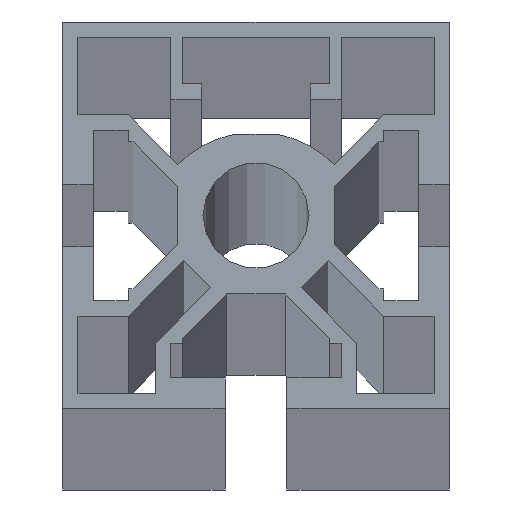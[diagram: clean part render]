
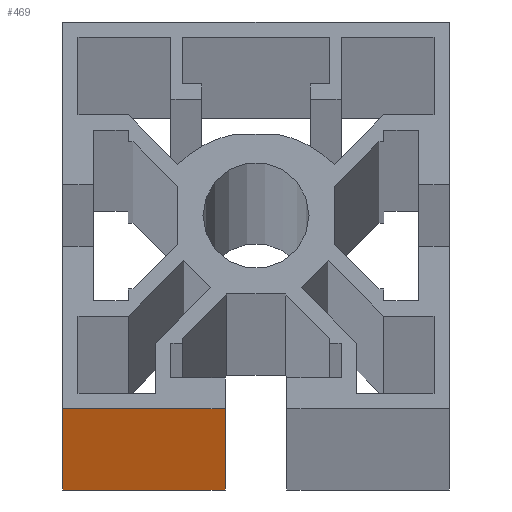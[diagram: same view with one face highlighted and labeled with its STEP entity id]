
A CAD part, top view. The second image highlights one B-rep face of the part: STEP entity #469.
In plain terms, the highlighted planar face has unit normal (0, -1, 0).
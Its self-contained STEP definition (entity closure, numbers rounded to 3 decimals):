
#10 = AXIS2_PLACEMENT_3D ( 'NONE', #634, #633, #632 ) ;
#155 = VERTEX_POINT ( 'NONE', #669 ) ;
#160 = VERTEX_POINT ( 'NONE', #662 ) ;
#166 = VERTEX_POINT ( 'NONE', #1202 ) ;
#168 = VERTEX_POINT ( 'NONE', #1195 ) ;
#397 = ORIENTED_EDGE ( 'NONE', *, *, #573, .T. ) ;
#398 = ORIENTED_EDGE ( 'NONE', *, *, #569, .F. ) ;
#399 = ORIENTED_EDGE ( 'NONE', *, *, #575, .F. ) ;
#400 = ORIENTED_EDGE ( 'NONE', *, *, #571, .T. ) ;
#469 = ADVANCED_FACE ( 'NONE', ( #2518 ), #611, .T. ) ;
#569 = EDGE_CURVE ( 'NONE', #155, #160, #2604, .T. ) ;
#571 = EDGE_CURVE ( 'NONE', #166, #168, #2608, .T. ) ;
#573 = EDGE_CURVE ( 'NONE', #168, #160, #2612, .T. ) ;
#575 = EDGE_CURVE ( 'NONE', #166, #155, #2616, .T. ) ;
#611 = PLANE ( 'NONE',  #10 ) ;
#632 = DIRECTION ( 'NONE',  ( 0., 0., -1. ) ) ;
#633 = DIRECTION ( 'NONE',  ( 0., -1., 0. ) ) ;
#634 = CARTESIAN_POINT ( 'NONE',  ( -25., -25., 0. ) ) ;
#662 = CARTESIAN_POINT ( 'NONE',  ( -4., -25., -6000. ) ) ;
#669 = CARTESIAN_POINT ( 'NONE',  ( -4., -25., 0. ) ) ;
#799 = CARTESIAN_POINT ( 'NONE',  ( -4., -25., -3000. ) ) ;
#800 = DIRECTION ( 'NONE',  ( 0., 0., -1. ) ) ;
#803 = CARTESIAN_POINT ( 'NONE',  ( -25., -25., -3000. ) ) ;
#804 = DIRECTION ( 'NONE',  ( 0., 0., -1. ) ) ;
#807 = CARTESIAN_POINT ( 'NONE',  ( 0., -25., -6000. ) ) ;
#808 = DIRECTION ( 'NONE',  ( 1., 0., 0. ) ) ;
#811 = CARTESIAN_POINT ( 'NONE',  ( 0., -25., 0. ) ) ;
#812 = DIRECTION ( 'NONE',  ( 1., 0., 0. ) ) ;
#1195 = CARTESIAN_POINT ( 'NONE',  ( -25., -25., -6000. ) ) ;
#1202 = CARTESIAN_POINT ( 'NONE',  ( -25., -25., 0. ) ) ;
#1957 = EDGE_LOOP ( 'NONE', ( #397, #398, #399, #400 ) ) ;
#2518 = FACE_OUTER_BOUND ( 'NONE', #1957, .T. ) ;
#2604 = LINE ( 'NONE', #799, #2605 ) ;
#2605 = VECTOR ( 'NONE', #800, 1000. ) ;
#2608 = LINE ( 'NONE', #803, #2609 ) ;
#2609 = VECTOR ( 'NONE', #804, 1000. ) ;
#2612 = LINE ( 'NONE', #807, #2613 ) ;
#2613 = VECTOR ( 'NONE', #808, 1000. ) ;
#2616 = LINE ( 'NONE', #811, #2617 ) ;
#2617 = VECTOR ( 'NONE', #812, 1000. ) ;
